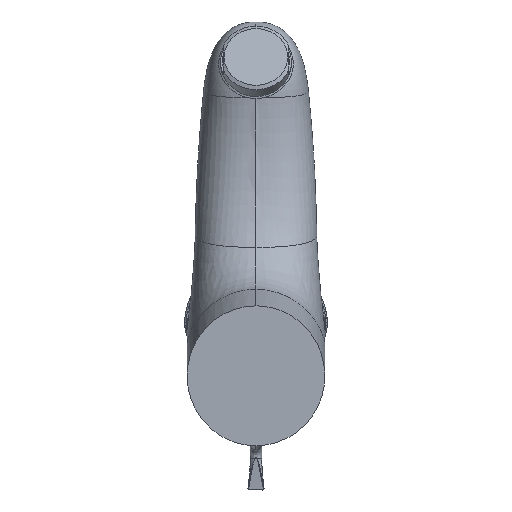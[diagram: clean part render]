
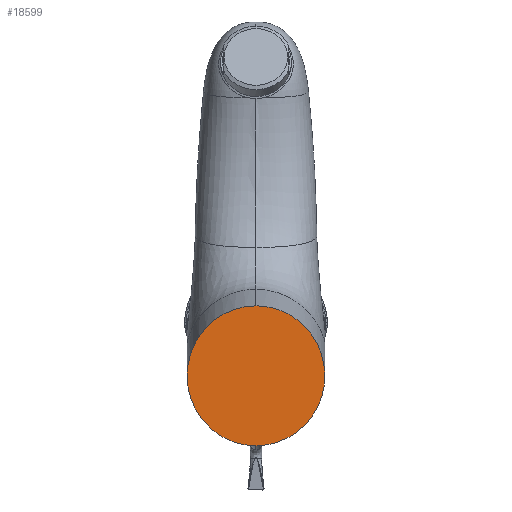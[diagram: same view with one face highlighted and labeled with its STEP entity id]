
A CAD part, front view. The second image highlights one B-rep face of the part: STEP entity #18599.
In plain terms, the highlighted planar face has unit normal (0, -1, 0).
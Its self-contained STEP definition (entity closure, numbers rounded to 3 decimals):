
#214 = AXIS2_PLACEMENT_3D ( 'NONE', #28455, #318, #23783 ) ;
#318 = DIRECTION ( 'NONE',  ( 0., 1., 0. ) ) ;
#489 = VERTEX_POINT ( 'NONE', #17037 ) ;
#2478 = CARTESIAN_POINT ( 'NONE',  ( 46.5, 0., 23.609 ) ) ;
#2890 = EDGE_CURVE ( 'NONE', #3688, #489, #23301, .T. ) ;
#3688 = VERTEX_POINT ( 'NONE', #13457 ) ;
#7158 = CARTESIAN_POINT ( 'NONE',  ( 46.5, 0., -23.609 ) ) ;
#12903 = FACE_OUTER_BOUND ( 'NONE', #30755, .T. ) ;
#13457 = CARTESIAN_POINT ( 'NONE',  ( 0., 0., 23.609 ) ) ;
#16635 = PLANE ( 'NONE',  #214 ) ;
#16691 = CARTESIAN_POINT ( 'NONE',  ( -46.5, 0., -23.609 ) ) ;
#16797 = CARTESIAN_POINT ( 'NONE',  ( 0., 0., 23.609 ) ) ;
#17037 = CARTESIAN_POINT ( 'NONE',  ( 0., 0., -23.609 ) ) ;
#18599 = ADVANCED_FACE ( 'NONE', ( #12903 ), #16635, .F. ) ;
#19377 =( BOUNDED_CURVE ( )  B_SPLINE_CURVE ( 3, ( #30815, #7158, #2478, #21480 ),
 .UNSPECIFIED., .F., .F. ) 
 B_SPLINE_CURVE_WITH_KNOTS ( ( 4, 4 ),
 ( 0., 3.142 ),
 .UNSPECIFIED. ) 
 CURVE ( )  GEOMETRIC_REPRESENTATION_ITEM ( )  RATIONAL_B_SPLINE_CURVE ( ( 1., 0.333, 0.333, 1. ) ) 
 REPRESENTATION_ITEM ( '' )  );
#21174 = ORIENTED_EDGE ( 'NONE', *, *, #26181, .T. ) ;
#21480 = CARTESIAN_POINT ( 'NONE',  ( 0., 0., 23.609 ) ) ;
#23301 =( BOUNDED_CURVE ( )  B_SPLINE_CURVE ( 3, ( #16797, #26130, #16691, #28616 ),
 .UNSPECIFIED., .F., .T. ) 
 B_SPLINE_CURVE_WITH_KNOTS ( ( 4, 4 ),
 ( 3.142, 6.283 ),
 .UNSPECIFIED. ) 
 CURVE ( )  GEOMETRIC_REPRESENTATION_ITEM ( )  RATIONAL_B_SPLINE_CURVE ( ( 1., 0.333, 0.333, 1. ) ) 
 REPRESENTATION_ITEM ( '' )  );
#23783 = DIRECTION ( 'NONE',  ( 0., 0., 1. ) ) ;
#26130 = CARTESIAN_POINT ( 'NONE',  ( -46.5, 0., 23.609 ) ) ;
#26181 = EDGE_CURVE ( 'NONE', #489, #3688, #19377, .T. ) ;
#28455 = CARTESIAN_POINT ( 'NONE',  ( 0., 0., 0. ) ) ;
#28616 = CARTESIAN_POINT ( 'NONE',  ( 0., 0., -23.609 ) ) ;
#29661 = ORIENTED_EDGE ( 'NONE', *, *, #2890, .T. ) ;
#30755 = EDGE_LOOP ( 'NONE', ( #29661, #21174 ) ) ;
#30815 = CARTESIAN_POINT ( 'NONE',  ( 0., 0., -23.609 ) ) ;
